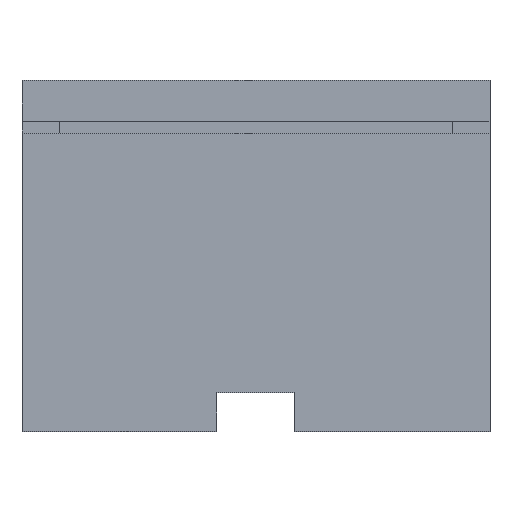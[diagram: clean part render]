
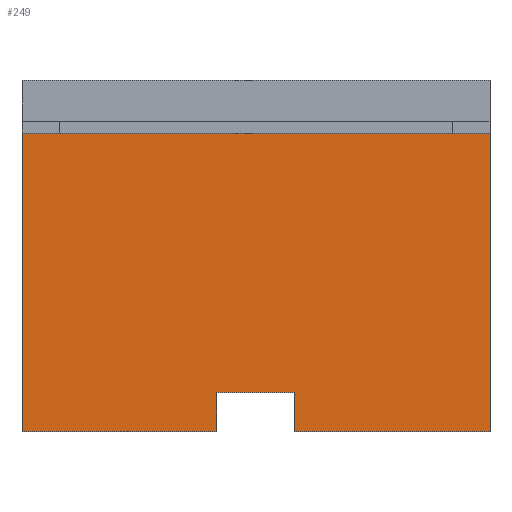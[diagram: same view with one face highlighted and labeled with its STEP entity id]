
A CAD part, top view. The second image highlights one B-rep face of the part: STEP entity #249.
In plain terms, the highlighted planar face has unit normal (0, 0, 1).
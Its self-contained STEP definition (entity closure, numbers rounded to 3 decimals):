
#21 = EDGE_CURVE('',#22,#24,#26,.T.);
#22 = VERTEX_POINT('',#23);
#23 = CARTESIAN_POINT('',(-30.,-22.5,1.78));
#24 = VERTEX_POINT('',#25);
#25 = CARTESIAN_POINT('',(-30.,15.75,1.78));
#26 = SURFACE_CURVE('',#27,(#31,#43),.PCURVE_S1.);
#27 = LINE('',#28,#29);
#28 = CARTESIAN_POINT('',(-30.,-22.5,1.78));
#29 = VECTOR('',#30,1.);
#30 = DIRECTION('',(0.,1.,0.));
#31 = PCURVE('',#32,#37);
#32 = PLANE('',#33);
#33 = AXIS2_PLACEMENT_3D('',#34,#35,#36);
#34 = CARTESIAN_POINT('',(-30.,-22.5,-1.78));
#35 = DIRECTION('',(1.,0.,0.));
#36 = DIRECTION('',(0.,0.,1.));
#37 = DEFINITIONAL_REPRESENTATION('',(#38),#42);
#38 = LINE('',#39,#40);
#39 = CARTESIAN_POINT('',(3.56,0.));
#40 = VECTOR('',#41,1.);
#41 = DIRECTION('',(0.,-1.));
#42 = ( GEOMETRIC_REPRESENTATION_CONTEXT(2) 
PARAMETRIC_REPRESENTATION_CONTEXT() REPRESENTATION_CONTEXT('2D SPACE',''
  ) );
#43 = PCURVE('',#44,#49);
#44 = PLANE('',#45);
#45 = AXIS2_PLACEMENT_3D('',#46,#47,#48);
#46 = CARTESIAN_POINT('',(-30.,-22.5,1.78));
#47 = DIRECTION('',(0.,0.,1.));
#48 = DIRECTION('',(1.,0.,0.));
#49 = DEFINITIONAL_REPRESENTATION('',(#50),#54);
#50 = LINE('',#51,#52);
#51 = CARTESIAN_POINT('',(0.,0.));
#52 = VECTOR('',#53,1.);
#53 = DIRECTION('',(0.,1.));
#54 = ( GEOMETRIC_REPRESENTATION_CONTEXT(2) 
PARAMETRIC_REPRESENTATION_CONTEXT() REPRESENTATION_CONTEXT('2D SPACE',''
  ) );
#72 = PLANE('',#73);
#73 = AXIS2_PLACEMENT_3D('',#74,#75,#76);
#74 = CARTESIAN_POINT('',(-30.,-22.5,-1.78));
#75 = DIRECTION('',(0.,1.,0.));
#76 = DIRECTION('',(0.,0.,1.));
#238 = PLANE('',#239);
#239 = AXIS2_PLACEMENT_3D('',#240,#241,#242);
#240 = CARTESIAN_POINT('',(30.,15.75,1.78));
#241 = DIRECTION('',(-0.,1.,0.));
#242 = DIRECTION('',(-1.,-0.,0.));
#249 = ADVANCED_FACE('',(#250),#44,.T.);
#250 = FACE_BOUND('',#251,.T.);
#251 = EDGE_LOOP('',(#252,#253,#276,#302,#328,#354,#382,#410));
#252 = ORIENTED_EDGE('',*,*,#21,.F.);
#253 = ORIENTED_EDGE('',*,*,#254,.T.);
#254 = EDGE_CURVE('',#22,#255,#257,.T.);
#255 = VERTEX_POINT('',#256);
#256 = CARTESIAN_POINT('',(-5.,-22.5,1.78));
#257 = SURFACE_CURVE('',#258,(#262,#269),.PCURVE_S1.);
#258 = LINE('',#259,#260);
#259 = CARTESIAN_POINT('',(-30.,-22.5,1.78));
#260 = VECTOR('',#261,1.);
#261 = DIRECTION('',(1.,0.,0.));
#262 = PCURVE('',#44,#263);
#263 = DEFINITIONAL_REPRESENTATION('',(#264),#268);
#264 = LINE('',#265,#266);
#265 = CARTESIAN_POINT('',(0.,0.));
#266 = VECTOR('',#267,1.);
#267 = DIRECTION('',(1.,0.));
#268 = ( GEOMETRIC_REPRESENTATION_CONTEXT(2) 
PARAMETRIC_REPRESENTATION_CONTEXT() REPRESENTATION_CONTEXT('2D SPACE',''
  ) );
#269 = PCURVE('',#72,#270);
#270 = DEFINITIONAL_REPRESENTATION('',(#271),#275);
#271 = LINE('',#272,#273);
#272 = CARTESIAN_POINT('',(3.56,0.));
#273 = VECTOR('',#274,1.);
#274 = DIRECTION('',(0.,1.));
#275 = ( GEOMETRIC_REPRESENTATION_CONTEXT(2) 
PARAMETRIC_REPRESENTATION_CONTEXT() REPRESENTATION_CONTEXT('2D SPACE',''
  ) );
#276 = ORIENTED_EDGE('',*,*,#277,.T.);
#277 = EDGE_CURVE('',#255,#278,#280,.T.);
#278 = VERTEX_POINT('',#279);
#279 = CARTESIAN_POINT('',(-5.,-17.5,1.78));
#280 = SURFACE_CURVE('',#281,(#285,#291),.PCURVE_S1.);
#281 = LINE('',#282,#283);
#282 = CARTESIAN_POINT('',(-5.,-22.5,1.78));
#283 = VECTOR('',#284,1.);
#284 = DIRECTION('',(0.,1.,0.));
#285 = PCURVE('',#44,#286);
#286 = DEFINITIONAL_REPRESENTATION('',(#287),#290);
#287 = B_SPLINE_CURVE_WITH_KNOTS('',1,(#288,#289),.UNSPECIFIED.,.F.,.F.,
  (2,2),(0.,5.),.PIECEWISE_BEZIER_KNOTS.);
#288 = CARTESIAN_POINT('',(25.,0.));
#289 = CARTESIAN_POINT('',(25.,5.));
#290 = ( GEOMETRIC_REPRESENTATION_CONTEXT(2) 
PARAMETRIC_REPRESENTATION_CONTEXT() REPRESENTATION_CONTEXT('2D SPACE',''
  ) );
#291 = PCURVE('',#292,#297);
#292 = PLANE('',#293);
#293 = AXIS2_PLACEMENT_3D('',#294,#295,#296);
#294 = CARTESIAN_POINT('',(-5.,-22.5,-5.));
#295 = DIRECTION('',(1.,0.,0.));
#296 = DIRECTION('',(0.,0.,1.));
#297 = DEFINITIONAL_REPRESENTATION('',(#298),#301);
#298 = B_SPLINE_CURVE_WITH_KNOTS('',1,(#299,#300),.UNSPECIFIED.,.F.,.F.,
  (2,2),(0.,5.),.PIECEWISE_BEZIER_KNOTS.);
#299 = CARTESIAN_POINT('',(6.78,0.));
#300 = CARTESIAN_POINT('',(6.78,-5.));
#301 = ( GEOMETRIC_REPRESENTATION_CONTEXT(2) 
PARAMETRIC_REPRESENTATION_CONTEXT() REPRESENTATION_CONTEXT('2D SPACE',''
  ) );
#302 = ORIENTED_EDGE('',*,*,#303,.F.);
#303 = EDGE_CURVE('',#304,#278,#306,.T.);
#304 = VERTEX_POINT('',#305);
#305 = CARTESIAN_POINT('',(5.,-17.5,1.78));
#306 = SURFACE_CURVE('',#307,(#311,#317),.PCURVE_S1.);
#307 = LINE('',#308,#309);
#308 = CARTESIAN_POINT('',(-15.,-17.5,1.78));
#309 = VECTOR('',#310,1.);
#310 = DIRECTION('',(-1.,0.,0.));
#311 = PCURVE('',#44,#312);
#312 = DEFINITIONAL_REPRESENTATION('',(#313),#316);
#313 = B_SPLINE_CURVE_WITH_KNOTS('',1,(#314,#315),.UNSPECIFIED.,.F.,.F.,
  (2,2),(-20.,-10.),.PIECEWISE_BEZIER_KNOTS.);
#314 = CARTESIAN_POINT('',(35.,5.));
#315 = CARTESIAN_POINT('',(25.,5.));
#316 = ( GEOMETRIC_REPRESENTATION_CONTEXT(2) 
PARAMETRIC_REPRESENTATION_CONTEXT() REPRESENTATION_CONTEXT('2D SPACE',''
  ) );
#317 = PCURVE('',#318,#323);
#318 = PLANE('',#319);
#319 = AXIS2_PLACEMENT_3D('',#320,#321,#322);
#320 = CARTESIAN_POINT('',(0.,-17.5,0.));
#321 = DIRECTION('',(0.,1.,0.));
#322 = DIRECTION('',(0.,-0.,1.));
#323 = DEFINITIONAL_REPRESENTATION('',(#324),#327);
#324 = B_SPLINE_CURVE_WITH_KNOTS('',1,(#325,#326),.UNSPECIFIED.,.F.,.F.,
  (2,2),(-20.,-10.),.PIECEWISE_BEZIER_KNOTS.);
#325 = CARTESIAN_POINT('',(1.78,5.));
#326 = CARTESIAN_POINT('',(1.78,-5.));
#327 = ( GEOMETRIC_REPRESENTATION_CONTEXT(2) 
PARAMETRIC_REPRESENTATION_CONTEXT() REPRESENTATION_CONTEXT('2D SPACE',''
  ) );
#328 = ORIENTED_EDGE('',*,*,#329,.T.);
#329 = EDGE_CURVE('',#304,#330,#332,.T.);
#330 = VERTEX_POINT('',#331);
#331 = CARTESIAN_POINT('',(5.,-22.5,1.78));
#332 = SURFACE_CURVE('',#333,(#337,#343),.PCURVE_S1.);
#333 = LINE('',#334,#335);
#334 = CARTESIAN_POINT('',(5.,-22.5,1.78));
#335 = VECTOR('',#336,1.);
#336 = DIRECTION('',(0.,-1.,0.));
#337 = PCURVE('',#44,#338);
#338 = DEFINITIONAL_REPRESENTATION('',(#339),#342);
#339 = B_SPLINE_CURVE_WITH_KNOTS('',1,(#340,#341),.UNSPECIFIED.,.F.,.F.,
  (2,2),(-5.,0.),.PIECEWISE_BEZIER_KNOTS.);
#340 = CARTESIAN_POINT('',(35.,5.));
#341 = CARTESIAN_POINT('',(35.,0.));
#342 = ( GEOMETRIC_REPRESENTATION_CONTEXT(2) 
PARAMETRIC_REPRESENTATION_CONTEXT() REPRESENTATION_CONTEXT('2D SPACE',''
  ) );
#343 = PCURVE('',#344,#349);
#344 = PLANE('',#345);
#345 = AXIS2_PLACEMENT_3D('',#346,#347,#348);
#346 = CARTESIAN_POINT('',(5.,-22.5,5.));
#347 = DIRECTION('',(-1.,0.,0.));
#348 = DIRECTION('',(0.,0.,-1.));
#349 = DEFINITIONAL_REPRESENTATION('',(#350),#353);
#350 = B_SPLINE_CURVE_WITH_KNOTS('',1,(#351,#352),.UNSPECIFIED.,.F.,.F.,
  (2,2),(-5.,0.),.PIECEWISE_BEZIER_KNOTS.);
#351 = CARTESIAN_POINT('',(3.22,-5.));
#352 = CARTESIAN_POINT('',(3.22,0.));
#353 = ( GEOMETRIC_REPRESENTATION_CONTEXT(2) 
PARAMETRIC_REPRESENTATION_CONTEXT() REPRESENTATION_CONTEXT('2D SPACE',''
  ) );
#354 = ORIENTED_EDGE('',*,*,#355,.T.);
#355 = EDGE_CURVE('',#330,#356,#358,.T.);
#356 = VERTEX_POINT('',#357);
#357 = CARTESIAN_POINT('',(30.,-22.5,1.78));
#358 = SURFACE_CURVE('',#359,(#363,#370),.PCURVE_S1.);
#359 = LINE('',#360,#361);
#360 = CARTESIAN_POINT('',(-30.,-22.5,1.78));
#361 = VECTOR('',#362,1.);
#362 = DIRECTION('',(1.,0.,0.));
#363 = PCURVE('',#44,#364);
#364 = DEFINITIONAL_REPRESENTATION('',(#365),#369);
#365 = LINE('',#366,#367);
#366 = CARTESIAN_POINT('',(0.,0.));
#367 = VECTOR('',#368,1.);
#368 = DIRECTION('',(1.,0.));
#369 = ( GEOMETRIC_REPRESENTATION_CONTEXT(2) 
PARAMETRIC_REPRESENTATION_CONTEXT() REPRESENTATION_CONTEXT('2D SPACE',''
  ) );
#370 = PCURVE('',#371,#376);
#371 = PLANE('',#372);
#372 = AXIS2_PLACEMENT_3D('',#373,#374,#375);
#373 = CARTESIAN_POINT('',(-30.,-22.5,-1.78));
#374 = DIRECTION('',(0.,1.,0.));
#375 = DIRECTION('',(0.,0.,1.));
#376 = DEFINITIONAL_REPRESENTATION('',(#377),#381);
#377 = LINE('',#378,#379);
#378 = CARTESIAN_POINT('',(3.56,0.));
#379 = VECTOR('',#380,1.);
#380 = DIRECTION('',(0.,1.));
#381 = ( GEOMETRIC_REPRESENTATION_CONTEXT(2) 
PARAMETRIC_REPRESENTATION_CONTEXT() REPRESENTATION_CONTEXT('2D SPACE',''
  ) );
#382 = ORIENTED_EDGE('',*,*,#383,.T.);
#383 = EDGE_CURVE('',#356,#384,#386,.T.);
#384 = VERTEX_POINT('',#385);
#385 = CARTESIAN_POINT('',(30.,15.75,1.78));
#386 = SURFACE_CURVE('',#387,(#391,#398),.PCURVE_S1.);
#387 = LINE('',#388,#389);
#388 = CARTESIAN_POINT('',(30.,-22.5,1.78));
#389 = VECTOR('',#390,1.);
#390 = DIRECTION('',(0.,1.,0.));
#391 = PCURVE('',#44,#392);
#392 = DEFINITIONAL_REPRESENTATION('',(#393),#397);
#393 = LINE('',#394,#395);
#394 = CARTESIAN_POINT('',(60.,0.));
#395 = VECTOR('',#396,1.);
#396 = DIRECTION('',(0.,1.));
#397 = ( GEOMETRIC_REPRESENTATION_CONTEXT(2) 
PARAMETRIC_REPRESENTATION_CONTEXT() REPRESENTATION_CONTEXT('2D SPACE',''
  ) );
#398 = PCURVE('',#399,#404);
#399 = PLANE('',#400);
#400 = AXIS2_PLACEMENT_3D('',#401,#402,#403);
#401 = CARTESIAN_POINT('',(30.,-22.5,-1.78));
#402 = DIRECTION('',(1.,0.,0.));
#403 = DIRECTION('',(0.,0.,1.));
#404 = DEFINITIONAL_REPRESENTATION('',(#405),#409);
#405 = LINE('',#406,#407);
#406 = CARTESIAN_POINT('',(3.56,0.));
#407 = VECTOR('',#408,1.);
#408 = DIRECTION('',(0.,-1.));
#409 = ( GEOMETRIC_REPRESENTATION_CONTEXT(2) 
PARAMETRIC_REPRESENTATION_CONTEXT() REPRESENTATION_CONTEXT('2D SPACE',''
  ) );
#410 = ORIENTED_EDGE('',*,*,#411,.T.);
#411 = EDGE_CURVE('',#384,#24,#412,.T.);
#412 = SURFACE_CURVE('',#413,(#417,#424),.PCURVE_S1.);
#413 = LINE('',#414,#415);
#414 = CARTESIAN_POINT('',(30.,15.75,1.78));
#415 = VECTOR('',#416,1.);
#416 = DIRECTION('',(-1.,-0.,0.));
#417 = PCURVE('',#44,#418);
#418 = DEFINITIONAL_REPRESENTATION('',(#419),#423);
#419 = LINE('',#420,#421);
#420 = CARTESIAN_POINT('',(60.,38.25));
#421 = VECTOR('',#422,1.);
#422 = DIRECTION('',(-1.,0.));
#423 = ( GEOMETRIC_REPRESENTATION_CONTEXT(2) 
PARAMETRIC_REPRESENTATION_CONTEXT() REPRESENTATION_CONTEXT('2D SPACE',''
  ) );
#424 = PCURVE('',#238,#425);
#425 = DEFINITIONAL_REPRESENTATION('',(#426),#430);
#426 = LINE('',#427,#428);
#427 = CARTESIAN_POINT('',(0.,0.));
#428 = VECTOR('',#429,1.);
#429 = DIRECTION('',(1.,0.));
#430 = ( GEOMETRIC_REPRESENTATION_CONTEXT(2) 
PARAMETRIC_REPRESENTATION_CONTEXT() REPRESENTATION_CONTEXT('2D SPACE',''
  ) );
